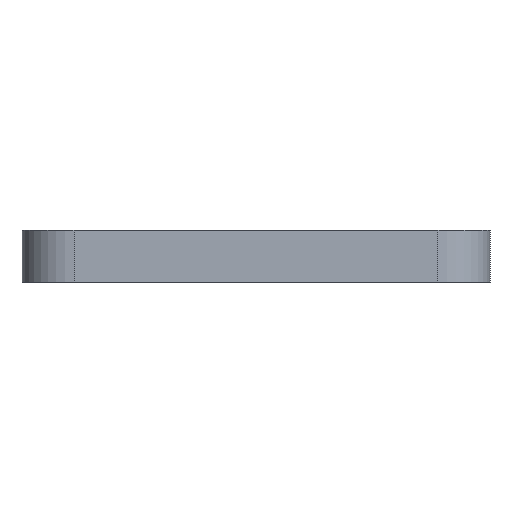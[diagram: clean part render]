
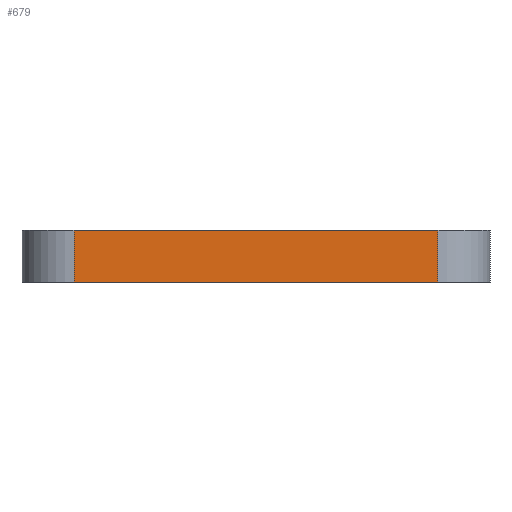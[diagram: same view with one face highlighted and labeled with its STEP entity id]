
A CAD part, left-side view. The second image highlights one B-rep face of the part: STEP entity #679.
In plain terms, the highlighted planar face has unit normal (-1, 0, 0).
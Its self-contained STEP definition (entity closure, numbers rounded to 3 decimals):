
#5 = CARTESIAN_POINT ( 'NONE',  ( -59.755, 45., 10. ) ) ;
#31 = CARTESIAN_POINT ( 'NONE',  ( -59.755, 35., 10. ) ) ;
#81 = EDGE_CURVE ( 'NONE', #370, #332, #640, .T. ) ;
#108 = DIRECTION ( 'NONE',  ( 0., 0., -1. ) ) ;
#148 = FACE_OUTER_BOUND ( 'NONE', #863, .T. ) ;
#200 = CARTESIAN_POINT ( 'NONE',  ( -59.755, 45., 10. ) ) ;
#225 = CARTESIAN_POINT ( 'NONE',  ( -59.755, -35., 10. ) ) ;
#292 = DIRECTION ( 'NONE',  ( 0., 0., -1. ) ) ;
#324 = CARTESIAN_POINT ( 'NONE',  ( -59.755, -35., 10. ) ) ;
#332 = VERTEX_POINT ( 'NONE', #324 ) ;
#335 = VECTOR ( 'NONE', #520, 1000. ) ;
#351 = VECTOR ( 'NONE', #565, 1000. ) ;
#370 = VERTEX_POINT ( 'NONE', #31 ) ;
#400 = VERTEX_POINT ( 'NONE', #548 ) ;
#406 = VERTEX_POINT ( 'NONE', #756 ) ;
#417 = LINE ( 'NONE', #948, #678 ) ;
#425 = ORIENTED_EDGE ( 'NONE', *, *, #720, .T. ) ;
#440 = EDGE_CURVE ( 'NONE', #370, #406, #763, .T. ) ;
#520 = DIRECTION ( 'NONE',  ( 0., 0., 1. ) ) ;
#528 = AXIS2_PLACEMENT_3D ( 'NONE', #5, #907, #292 ) ;
#548 = CARTESIAN_POINT ( 'NONE',  ( -59.755, -35., 0. ) ) ;
#554 = EDGE_CURVE ( 'NONE', #406, #400, #417, .T. ) ;
#565 = DIRECTION ( 'NONE',  ( 0., -1., 0. ) ) ;
#604 = ORIENTED_EDGE ( 'NONE', *, *, #81, .F. ) ;
#640 = LINE ( 'NONE', #200, #351 ) ;
#656 = PLANE ( 'NONE',  #528 ) ;
#678 = VECTOR ( 'NONE', #706, 1000. ) ;
#679 = ADVANCED_FACE ( 'NONE', ( #148 ), #656, .F. ) ;
#680 = ORIENTED_EDGE ( 'NONE', *, *, #554, .T. ) ;
#706 = DIRECTION ( 'NONE',  ( 0., -1., 0. ) ) ;
#720 = EDGE_CURVE ( 'NONE', #400, #332, #742, .T. ) ;
#742 = LINE ( 'NONE', #225, #335 ) ;
#756 = CARTESIAN_POINT ( 'NONE',  ( -59.755, 35., 0. ) ) ;
#763 = LINE ( 'NONE', #772, #959 ) ;
#772 = CARTESIAN_POINT ( 'NONE',  ( -59.755, 35., 10. ) ) ;
#863 = EDGE_LOOP ( 'NONE', ( #680, #425, #604, #886 ) ) ;
#886 = ORIENTED_EDGE ( 'NONE', *, *, #440, .T. ) ;
#907 = DIRECTION ( 'NONE',  ( 1., 0., 0. ) ) ;
#948 = CARTESIAN_POINT ( 'NONE',  ( -59.755, 45., 0. ) ) ;
#959 = VECTOR ( 'NONE', #108, 1000. ) ;
